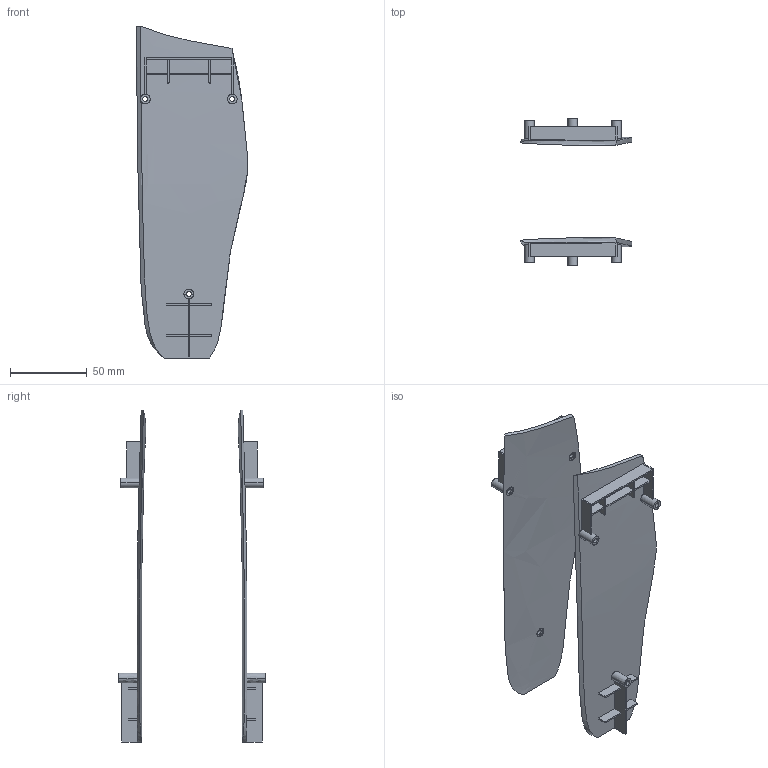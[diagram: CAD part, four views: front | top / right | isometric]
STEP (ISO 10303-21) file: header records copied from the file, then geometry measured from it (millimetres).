
FILE_DESCRIPTION(/* description */ (''),/* implementation_level */ '2;1');
FILE_NAME(/* name */ '小腿内侧',/* time_stamp */ '2025-05-16T17:24:14+08:00',/* author */ (''),/* organization */ (''),/* preprocessor_version */ 'ST-DEVELOPER v19.2',/* originating_system */ 'Rhino 8.17',/* authorisation */ '');
FILE_SCHEMA (('CONFIG_CONTROL_DESIGN'));
Length unit declared in the file: centimetre
Products named in the file (1): Document
Bounding box: 72.75 x 95.55 x 216.18 mm (x, y, z)
Volume: 75240 mm3; surface area: 66237 mm2
Topology: 30 solids, 30 shells, 200 faces, 418 edges, 268 vertices
Faces by surface type: plane 126, bspline 62, cylinder 12
Entity records: 13668 total; most frequent: CARTESIAN_POINT 10410, ORIENTED_EDGE 836, EDGE_CURVE 418, B_SPLINE_CURVE_WITH_KNOTS 370, VERTEX_POINT 276, EDGE_LOOP 214, ADVANCED_FACE 200, FACE_OUTER_BOUND 200
